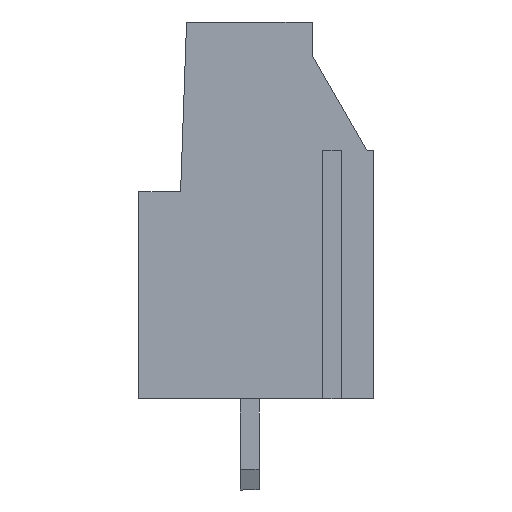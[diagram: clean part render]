
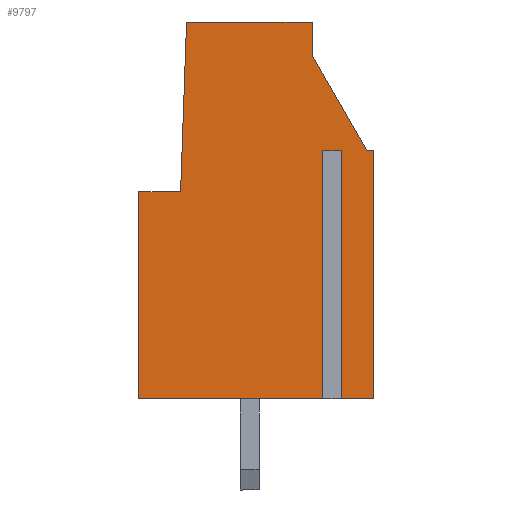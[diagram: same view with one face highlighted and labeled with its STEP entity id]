
A CAD part, front view. The second image highlights one B-rep face of the part: STEP entity #9797.
In plain terms, the highlighted planar face has unit normal (0, -1, 0).
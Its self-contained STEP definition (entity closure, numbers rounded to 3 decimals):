
#313=LINE('',#13049,#1223);
#316=LINE('',#13055,#1226);
#319=LINE('',#13061,#1229);
#324=LINE('',#13072,#1234);
#339=LINE('',#13105,#1249);
#342=LINE('',#13111,#1252);
#346=LINE('',#13119,#1256);
#356=LINE('',#13136,#1266);
#461=LINE('',#13343,#1371);
#480=LINE('',#13380,#1390);
#481=LINE('',#13381,#1391);
#495=LINE('',#13409,#1405);
#497=LINE('',#13413,#1407);
#1223=VECTOR('',#11075,1000.);
#1226=VECTOR('',#11080,1000.);
#1229=VECTOR('',#11085,1000.);
#1234=VECTOR('',#11092,1000.);
#1249=VECTOR('',#11115,1000.);
#1252=VECTOR('',#11120,1000.);
#1256=VECTOR('',#11128,1000.);
#1266=VECTOR('',#11140,1000.);
#1371=VECTOR('',#11319,1000.);
#1390=VECTOR('',#11358,1000.);
#1391=VECTOR('',#11359,1000.);
#1405=VECTOR('',#11375,1000.);
#1407=VECTOR('',#11379,1000.);
#2846=ORIENTED_EDGE('',*,*,#4390,.T.);
#2847=ORIENTED_EDGE('',*,*,#4353,.T.);
#2848=ORIENTED_EDGE('',*,*,#4350,.T.);
#2849=ORIENTED_EDGE('',*,*,#4347,.T.);
#2850=ORIENTED_EDGE('',*,*,#4373,.T.);
#2851=ORIENTED_EDGE('',*,*,#4495,.T.);
#2852=ORIENTED_EDGE('',*,*,#4531,.T.);
#2853=ORIENTED_EDGE('',*,*,#4529,.T.);
#2854=ORIENTED_EDGE('',*,*,#4515,.T.);
#2855=ORIENTED_EDGE('',*,*,#4376,.F.);
#2856=ORIENTED_EDGE('',*,*,#4358,.F.);
#2857=ORIENTED_EDGE('',*,*,#4380,.T.);
#2858=ORIENTED_EDGE('',*,*,#4514,.T.);
#4347=EDGE_CURVE('',#5303,#5302,#313,.T.);
#4350=EDGE_CURVE('',#5305,#5303,#316,.T.);
#4353=EDGE_CURVE('',#5307,#5305,#319,.T.);
#4358=EDGE_CURVE('',#5311,#5308,#324,.T.);
#4373=EDGE_CURVE('',#5302,#5325,#339,.T.);
#4376=EDGE_CURVE('',#5308,#5326,#342,.T.);
#4380=EDGE_CURVE('',#5311,#5329,#346,.T.);
#4390=EDGE_CURVE('',#5336,#5307,#356,.T.);
#4495=EDGE_CURVE('',#5325,#5400,#461,.T.);
#4514=EDGE_CURVE('',#5329,#5336,#480,.T.);
#4515=EDGE_CURVE('',#5409,#5326,#481,.T.);
#4529=EDGE_CURVE('',#5422,#5409,#495,.T.);
#4531=EDGE_CURVE('',#5400,#5422,#497,.T.);
#5302=VERTEX_POINT('',#13048);
#5303=VERTEX_POINT('',#13050);
#5305=VERTEX_POINT('',#13056);
#5307=VERTEX_POINT('',#13062);
#5308=VERTEX_POINT('',#13066);
#5311=VERTEX_POINT('',#13071);
#5325=VERTEX_POINT('',#13104);
#5326=VERTEX_POINT('',#13108);
#5329=VERTEX_POINT('',#13118);
#5336=VERTEX_POINT('',#13137);
#5400=VERTEX_POINT('',#13342);
#5409=VERTEX_POINT('',#13382);
#5422=VERTEX_POINT('',#13410);
#6116=EDGE_LOOP('',(#2846,#2847,#2848,#2849,#2850,#2851,#2852,#2853,#2854,
#2855,#2856,#2857,#2858));
#6559=FACE_BOUND('',#6116,.T.);
#6936=PLANE('',#10215);
#9797=ADVANCED_FACE('',(#6559),#6936,.T.);
#10215=AXIS2_PLACEMENT_3D('',#13414,#11380,#11381);
#11075=DIRECTION('',(0.,0.,1.));
#11080=DIRECTION('',(-0.5,0.,0.866));
#11085=DIRECTION('',(-1.,0.,0.));
#11092=DIRECTION('',(-1.,0.,0.));
#11115=DIRECTION('',(-1.,0.,0.));
#11120=DIRECTION('',(0.,0.,-1.));
#11128=DIRECTION('',(0.,0.,-1.));
#11140=DIRECTION('',(0.,0.,1.));
#11319=DIRECTION('',(-0.035,0.,-0.999));
#11358=DIRECTION('',(1.,0.,0.));
#11359=DIRECTION('',(1.,0.,0.));
#11375=DIRECTION('',(0.,0.,-1.));
#11379=DIRECTION('',(-1.,0.,0.));
#11380=DIRECTION('',(0.,-1.,0.));
#11381=DIRECTION('',(1.,0.,0.));
#13048=CARTESIAN_POINT('',(-2.92,-7.62,18.));
#13049=CARTESIAN_POINT('',(-2.92,-7.62,16.39));
#13050=CARTESIAN_POINT('',(-2.92,-7.62,16.39));
#13055=CARTESIAN_POINT('',(-2.92,-7.62,16.39));
#13056=CARTESIAN_POINT('',(-0.299,-7.62,11.85));
#13061=CARTESIAN_POINT('',(0.,-7.62,11.85));
#13062=CARTESIAN_POINT('',(0.,-7.62,11.85));
#13066=CARTESIAN_POINT('',(-2.171,-7.62,11.85));
#13071=CARTESIAN_POINT('',(-1.769,-7.62,11.85));
#13072=CARTESIAN_POINT('',(-2.171,-7.62,11.85));
#13104=CARTESIAN_POINT('',(-8.917,-7.62,18.));
#13105=CARTESIAN_POINT('',(-8.917,-7.62,18.));
#13108=CARTESIAN_POINT('',(-2.171,-7.62,0.));
#13111=CARTESIAN_POINT('',(-2.171,-7.62,11.85));
#13118=CARTESIAN_POINT('',(-1.769,-7.62,0.));
#13119=CARTESIAN_POINT('',(-1.769,-7.62,11.85));
#13136=CARTESIAN_POINT('',(0.,-7.62,0.));
#13137=CARTESIAN_POINT('',(0.,-7.62,0.));
#13342=CARTESIAN_POINT('',(-9.2,-7.62,9.9));
#13343=CARTESIAN_POINT('',(-9.2,-7.62,9.9));
#13380=CARTESIAN_POINT('',(-11.2,-7.62,0.));
#13381=CARTESIAN_POINT('',(-11.2,-7.62,0.));
#13382=CARTESIAN_POINT('',(-11.2,-7.62,0.));
#13409=CARTESIAN_POINT('',(-11.2,-7.62,0.));
#13410=CARTESIAN_POINT('',(-11.2,-7.62,9.9));
#13413=CARTESIAN_POINT('',(-10.771,-7.62,9.9));
#13414=CARTESIAN_POINT('',(-11.2,-7.62,9.9));
